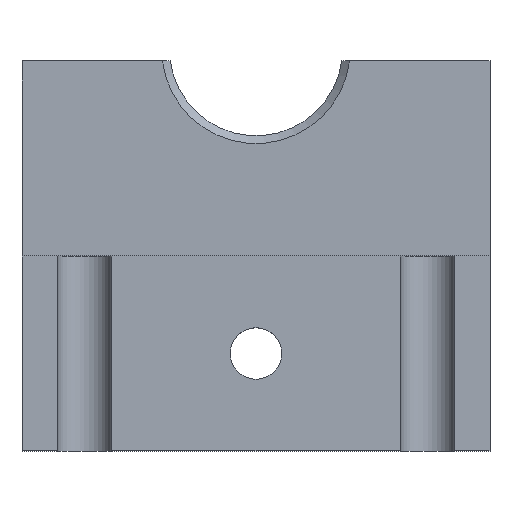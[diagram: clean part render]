
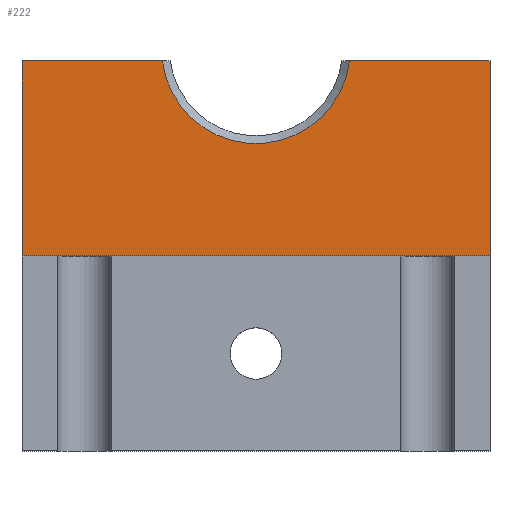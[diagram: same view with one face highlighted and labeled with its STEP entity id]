
A CAD part, top view. The second image highlights one B-rep face of the part: STEP entity #222.
In plain terms, the highlighted planar face has unit normal (0, 0, 1).
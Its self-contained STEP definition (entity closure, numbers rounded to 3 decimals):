
#49 = VERTEX_POINT('',#50);
#50 = CARTESIAN_POINT('',(-30.,25.,15.));
#56 = EDGE_CURVE('',#49,#57,#59,.T.);
#57 = VERTEX_POINT('',#58);
#58 = CARTESIAN_POINT('',(-12.007,25.,15.));
#59 = LINE('',#60,#61);
#60 = CARTESIAN_POINT('',(-30.,25.,15.));
#61 = VECTOR('',#62,1.);
#62 = DIRECTION('',(1.,0.,0.));
#152 = VERTEX_POINT('',#153);
#153 = CARTESIAN_POINT('',(12.007,25.,15.));
#160 = EDGE_CURVE('',#57,#152,#161,.T.);
#161 = CIRCLE('',#162,12.1);
#162 = AXIS2_PLACEMENT_3D('',#163,#164,#165);
#163 = CARTESIAN_POINT('',(0.,26.5,15.));
#164 = DIRECTION('',(0.,0.,1.));
#165 = DIRECTION('',(-0.991,-0.135,0.));
#222 = ADVANCED_FACE('',(#223),#257,.T.);
#223 = FACE_BOUND('',#224,.T.);
#224 = EDGE_LOOP('',(#225,#226,#227,#235,#243,#251));
#225 = ORIENTED_EDGE('',*,*,#160,.F.);
#226 = ORIENTED_EDGE('',*,*,#56,.F.);
#227 = ORIENTED_EDGE('',*,*,#228,.F.);
#228 = EDGE_CURVE('',#229,#49,#231,.T.);
#229 = VERTEX_POINT('',#230);
#230 = CARTESIAN_POINT('',(-30.,0.,15.));
#231 = LINE('',#232,#233);
#232 = CARTESIAN_POINT('',(-30.,-25.,15.));
#233 = VECTOR('',#234,1.);
#234 = DIRECTION('',(0.,1.,0.));
#235 = ORIENTED_EDGE('',*,*,#236,.T.);
#236 = EDGE_CURVE('',#229,#237,#239,.T.);
#237 = VERTEX_POINT('',#238);
#238 = CARTESIAN_POINT('',(30.,0.,15.));
#239 = LINE('',#240,#241);
#240 = CARTESIAN_POINT('',(-30.,0.,15.));
#241 = VECTOR('',#242,1.);
#242 = DIRECTION('',(1.,0.,0.));
#243 = ORIENTED_EDGE('',*,*,#244,.F.);
#244 = EDGE_CURVE('',#245,#237,#247,.T.);
#245 = VERTEX_POINT('',#246);
#246 = CARTESIAN_POINT('',(30.,25.,15.));
#247 = LINE('',#248,#249);
#248 = CARTESIAN_POINT('',(30.,25.,15.));
#249 = VECTOR('',#250,1.);
#250 = DIRECTION('',(0.,-1.,0.));
#251 = ORIENTED_EDGE('',*,*,#252,.F.);
#252 = EDGE_CURVE('',#152,#245,#253,.T.);
#253 = LINE('',#254,#255);
#254 = CARTESIAN_POINT('',(10.998,25.,15.));
#255 = VECTOR('',#256,1.);
#256 = DIRECTION('',(1.,0.,0.));
#257 = PLANE('',#258);
#258 = AXIS2_PLACEMENT_3D('',#259,#260,#261);
#259 = CARTESIAN_POINT('',(0.,0.201,15.));
#260 = DIRECTION('',(0.,0.,1.));
#261 = DIRECTION('',(1.,0.,0.));
